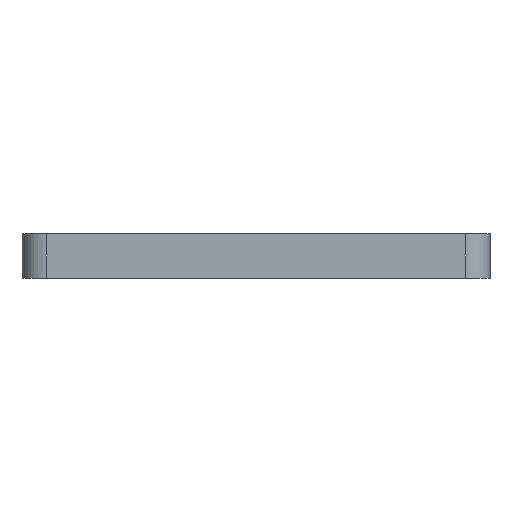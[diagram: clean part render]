
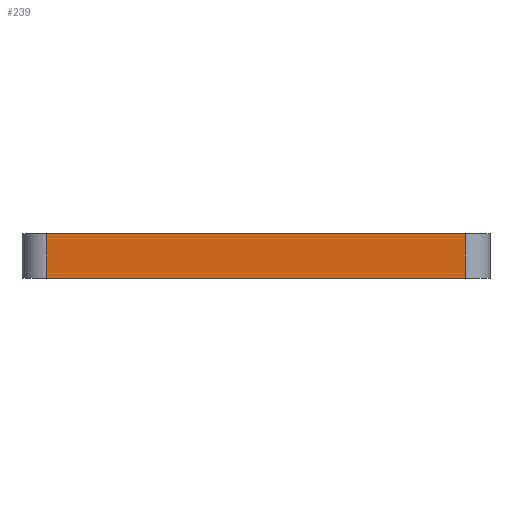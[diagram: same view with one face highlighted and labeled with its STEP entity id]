
A CAD part, left-side view. The second image highlights one B-rep face of the part: STEP entity #239.
In plain terms, the highlighted planar face has unit normal (-1, 0, 0).
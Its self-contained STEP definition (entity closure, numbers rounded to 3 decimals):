
#212=AXIS2_PLACEMENT_3D('Plane Axis2P3D',#209,#210,#211) ;
#187=CARTESIAN_POINT('Vertex',(-140.363,84.,838.)) ;
#190=CARTESIAN_POINT('Line Origine',(-140.363,84.,847.)) ;
#194=CARTESIAN_POINT('Vertex',(-140.363,84.,856.)) ;
#209=CARTESIAN_POINT('Axis2P3D Location',(-140.363,84.,838.)) ;
#214=CARTESIAN_POINT('Line Origine',(-140.363,0.,838.)) ;
#218=CARTESIAN_POINT('Vertex',(-140.363,-84.,838.)) ;
#221=CARTESIAN_POINT('Line Origine',(-140.363,-84.,847.)) ;
#225=CARTESIAN_POINT('Vertex',(-140.363,-84.,856.)) ;
#228=CARTESIAN_POINT('Line Origine',(-140.363,0.,856.)) ;
#191=DIRECTION('Vector Direction',(0.,0.,1.)) ;
#210=DIRECTION('Axis2P3D Direction',(-1.,0.,0.)) ;
#211=DIRECTION('Axis2P3D XDirection',(0.,-1.,0.)) ;
#215=DIRECTION('Vector Direction',(0.,-1.,0.)) ;
#222=DIRECTION('Vector Direction',(0.,0.,1.)) ;
#229=DIRECTION('Vector Direction',(0.,-1.,0.)) ;
#192=VECTOR('Line Direction',#191,1.) ;
#216=VECTOR('Line Direction',#215,1.) ;
#223=VECTOR('Line Direction',#222,1.) ;
#230=VECTOR('Line Direction',#229,1.) ;
#234=ORIENTED_EDGE('',*,*,#196,.F.) ;
#235=ORIENTED_EDGE('',*,*,#220,.T.) ;
#236=ORIENTED_EDGE('',*,*,#227,.T.) ;
#237=ORIENTED_EDGE('',*,*,#232,.F.) ;
#239=ADVANCED_FACE('PartBody',(#238),#213,.T.) ;
#196=EDGE_CURVE('',#188,#195,#193,.T.) ;
#220=EDGE_CURVE('',#188,#219,#217,.T.) ;
#227=EDGE_CURVE('',#219,#226,#224,.T.) ;
#232=EDGE_CURVE('',#195,#226,#231,.T.) ;
#233=EDGE_LOOP('',(#234,#235,#236,#237)) ;
#238=FACE_OUTER_BOUND('',#233,.T.) ;
#193=LINE('Line',#190,#192) ;
#217=LINE('Line',#214,#216) ;
#224=LINE('Line',#221,#223) ;
#231=LINE('Line',#228,#230) ;
#213=PLANE('',#212) ;
#188=VERTEX_POINT('',#187) ;
#195=VERTEX_POINT('',#194) ;
#219=VERTEX_POINT('',#218) ;
#226=VERTEX_POINT('',#225) ;
